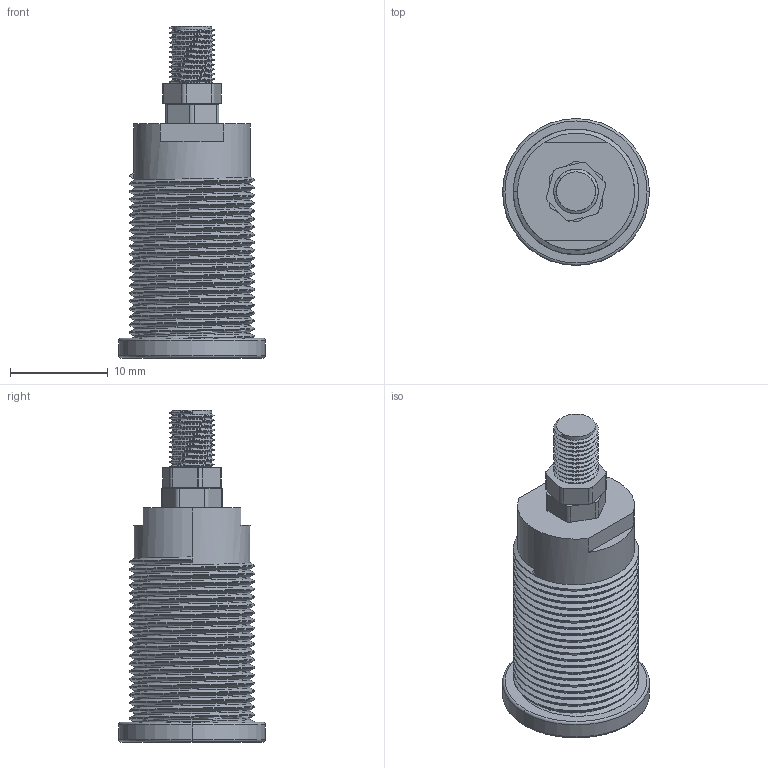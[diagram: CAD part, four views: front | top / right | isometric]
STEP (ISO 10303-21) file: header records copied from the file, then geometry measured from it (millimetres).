
FILE_DESCRIPTION(('CAx-IF Rec.Pracs.---Model Styling and Organization---1.5---2016-08-15','CAx-IF Rec.Pracs.---Geometric and Assembly Validation Properties---4.4---2016-08-17','CAx-IF Rec.Pracs.---User Defined Attributes---1.5---2016-08-15','CAx-IF Rec.Pracs.---External References---2.1---2005-01-19'),'2;1');
FILE_NAME('1524006.step','2024-01-16T13:09:44',('Unspecified'),('Unspecified'),'CAD Exchanger 3.10.2 (cadexchanger.com)','Unspecified','');
FILE_SCHEMA(('AUTOMOTIVE_DESIGN { 1 0 10303 214 1 1 1 1 }'));
Length unit declared in the file: millimetre
Products named in the file (1): BU-P72930-2
Bounding box: 15 x 15 x 33.9 mm (x, y, z)
Volume: 1774.9 mm3; surface area: 3312.8 mm2
Topology: 1 solids, 1 shells, 140 faces, 375 edges, 246 vertices
Faces by surface type: cylinder 93, plane 29, bspline 12, torus 4, cone 2
Entity records: 13489 total; most frequent: CARTESIAN_POINT 9292, ORIENTED_EDGE 750, DIRECTION 542, EDGE_CURVE 375, VERTEX_POINT 246, AXIS2_PLACEMENT_3D 199, FACE_BOUND 149, EDGE_LOOP 149
